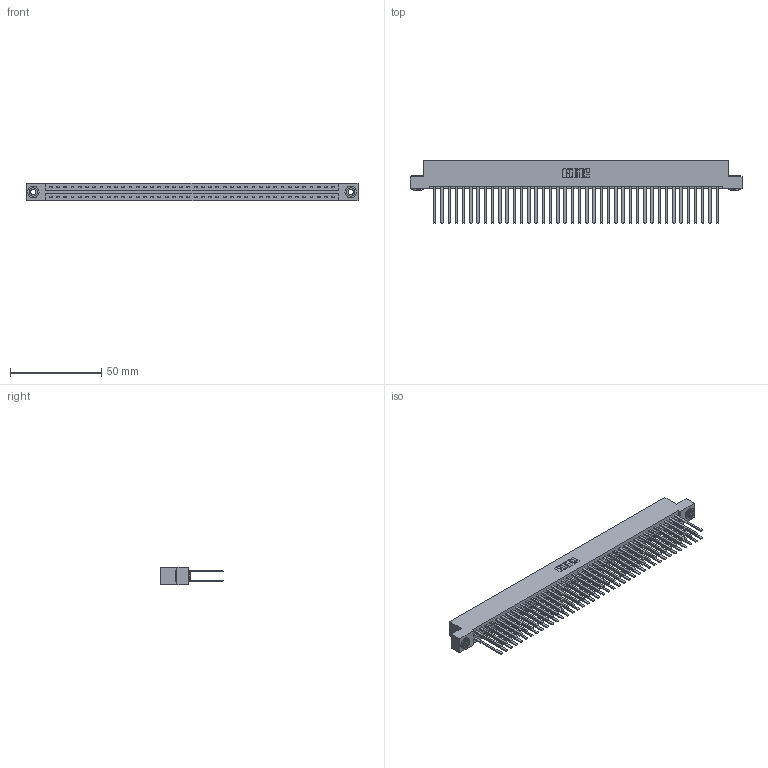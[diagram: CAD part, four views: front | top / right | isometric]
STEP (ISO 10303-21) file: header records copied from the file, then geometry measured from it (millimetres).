
FILE_DESCRIPTION (( 'STEP AP203' ), '1' );
FILE_NAME ('387-080-544-203.STEP', '2018-09-23T18:48:58', ( '' ), ( '' ), 'SwSTEP 2.0', 'SolidWorks 2016', '' );
FILE_SCHEMA (( 'CONFIG_CONTROL_DESIGN' ));
Length unit declared in the file: inch
Products named in the file (4): 337 Part_Flush Mounting Lugs - 0.156 Dia-TH; 345-292-001_345-293-144; 345-250-002_345-250-002-102; 387-080-544-203
Assembly tree (83 placements, depth 2):
  387-080-544-203
    337 Part_Flush Mounting Lugs - 0.156 Dia-TH
    345-292-001_345-293-144  x80
    345-250-002_345-250-002-102  x2
Bounding box: 181.51 x 34.3 x 9.4 mm (x, y, z)
Volume: 20243 mm3; surface area: 26753.2 mm2
Topology: 83 solids, 83 shells, 3992 faces, 11827 edges, 7774 vertices
Faces by surface type: plane 2800, cylinder 1184, cone 8
Entity records: 31738 total; most frequent: CARTESIAN_POINT 5321, ORIENTED_EDGE 5250, DIRECTION 4559, EDGE_CURVE 2625, LINE 2477, VECTOR 2477, VERTEX_POINT 1746, AXIS2_PLACEMENT_3D 1041
